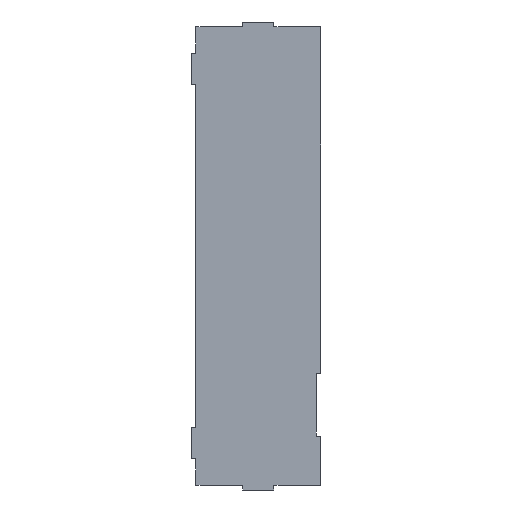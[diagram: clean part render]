
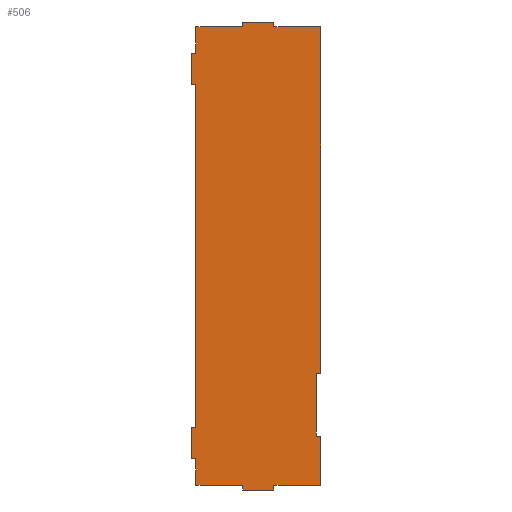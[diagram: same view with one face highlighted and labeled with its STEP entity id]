
A CAD part, front view. The second image highlights one B-rep face of the part: STEP entity #506.
In plain terms, the highlighted planar face has unit normal (0, -1, 0).
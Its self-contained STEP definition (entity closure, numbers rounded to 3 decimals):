
#20=FACE_OUTER_BOUND('',#46,.T.);
#46=EDGE_LOOP('',(#351,#352,#353,#354,#355,#356,#357,#358,#359,#360,#361,
#362,#363,#364,#365,#366,#367,#368,#369,#370,#371,#372,#373,#374));
#67=LINE('',#703,#139);
#71=LINE('',#712,#143);
#75=LINE('',#719,#147);
#79=LINE('',#726,#151);
#80=LINE('',#729,#152);
#83=LINE('',#735,#155);
#84=LINE('',#737,#156);
#85=LINE('',#739,#157);
#86=LINE('',#741,#158);
#87=LINE('',#743,#159);
#88=LINE('',#745,#160);
#89=LINE('',#747,#161);
#90=LINE('',#749,#162);
#91=LINE('',#751,#163);
#92=LINE('',#753,#164);
#93=LINE('',#755,#165);
#94=LINE('',#757,#166);
#95=LINE('',#759,#167);
#96=LINE('',#761,#168);
#97=LINE('',#763,#169);
#98=LINE('',#765,#170);
#99=LINE('',#767,#171);
#100=LINE('',#769,#172);
#101=LINE('',#770,#173);
#139=VECTOR('',#577,10.);
#143=VECTOR('',#583,10.);
#147=VECTOR('',#589,10.);
#151=VECTOR('',#595,10.);
#152=VECTOR('',#598,10.);
#155=VECTOR('',#603,10.);
#156=VECTOR('',#604,10.);
#157=VECTOR('',#605,10.);
#158=VECTOR('',#606,10.);
#159=VECTOR('',#607,10.);
#160=VECTOR('',#608,10.);
#161=VECTOR('',#609,10.);
#162=VECTOR('',#610,10.);
#163=VECTOR('',#611,10.);
#164=VECTOR('',#612,10.);
#165=VECTOR('',#613,10.);
#166=VECTOR('',#614,10.);
#167=VECTOR('',#615,10.);
#168=VECTOR('',#616,10.);
#169=VECTOR('',#617,10.);
#170=VECTOR('',#618,10.);
#171=VECTOR('',#619,10.);
#172=VECTOR('',#620,10.);
#173=VECTOR('',#621,10.);
#211=VERTEX_POINT('',#701);
#212=VERTEX_POINT('',#702);
#215=VERTEX_POINT('',#710);
#216=VERTEX_POINT('',#711);
#220=VERTEX_POINT('',#724);
#221=VERTEX_POINT('',#728);
#223=VERTEX_POINT('',#734);
#224=VERTEX_POINT('',#736);
#225=VERTEX_POINT('',#738);
#226=VERTEX_POINT('',#740);
#227=VERTEX_POINT('',#742);
#228=VERTEX_POINT('',#744);
#229=VERTEX_POINT('',#746);
#230=VERTEX_POINT('',#748);
#231=VERTEX_POINT('',#750);
#232=VERTEX_POINT('',#752);
#233=VERTEX_POINT('',#754);
#234=VERTEX_POINT('',#756);
#235=VERTEX_POINT('',#758);
#236=VERTEX_POINT('',#760);
#237=VERTEX_POINT('',#762);
#238=VERTEX_POINT('',#764);
#239=VERTEX_POINT('',#766);
#240=VERTEX_POINT('',#768);
#259=EDGE_CURVE('',#211,#212,#67,.T.);
#263=EDGE_CURVE('',#215,#216,#71,.T.);
#267=EDGE_CURVE('',#216,#211,#75,.T.);
#271=EDGE_CURVE('',#220,#212,#79,.T.);
#272=EDGE_CURVE('',#215,#221,#80,.T.);
#275=EDGE_CURVE('',#223,#220,#83,.T.);
#276=EDGE_CURVE('',#224,#223,#84,.T.);
#277=EDGE_CURVE('',#225,#224,#85,.T.);
#278=EDGE_CURVE('',#226,#225,#86,.T.);
#279=EDGE_CURVE('',#227,#226,#87,.T.);
#280=EDGE_CURVE('',#228,#227,#88,.T.);
#281=EDGE_CURVE('',#229,#228,#89,.T.);
#282=EDGE_CURVE('',#230,#229,#90,.T.);
#283=EDGE_CURVE('',#231,#230,#91,.T.);
#284=EDGE_CURVE('',#232,#231,#92,.T.);
#285=EDGE_CURVE('',#233,#232,#93,.T.);
#286=EDGE_CURVE('',#234,#233,#94,.T.);
#287=EDGE_CURVE('',#235,#234,#95,.T.);
#288=EDGE_CURVE('',#236,#235,#96,.T.);
#289=EDGE_CURVE('',#237,#236,#97,.T.);
#290=EDGE_CURVE('',#238,#237,#98,.T.);
#291=EDGE_CURVE('',#239,#238,#99,.T.);
#292=EDGE_CURVE('',#240,#239,#100,.T.);
#293=EDGE_CURVE('',#221,#240,#101,.T.);
#351=ORIENTED_EDGE('',*,*,#263,.T.);
#352=ORIENTED_EDGE('',*,*,#267,.T.);
#353=ORIENTED_EDGE('',*,*,#259,.T.);
#354=ORIENTED_EDGE('',*,*,#271,.F.);
#355=ORIENTED_EDGE('',*,*,#275,.F.);
#356=ORIENTED_EDGE('',*,*,#276,.F.);
#357=ORIENTED_EDGE('',*,*,#277,.F.);
#358=ORIENTED_EDGE('',*,*,#278,.F.);
#359=ORIENTED_EDGE('',*,*,#279,.F.);
#360=ORIENTED_EDGE('',*,*,#280,.F.);
#361=ORIENTED_EDGE('',*,*,#281,.F.);
#362=ORIENTED_EDGE('',*,*,#282,.F.);
#363=ORIENTED_EDGE('',*,*,#283,.F.);
#364=ORIENTED_EDGE('',*,*,#284,.F.);
#365=ORIENTED_EDGE('',*,*,#285,.F.);
#366=ORIENTED_EDGE('',*,*,#286,.F.);
#367=ORIENTED_EDGE('',*,*,#287,.F.);
#368=ORIENTED_EDGE('',*,*,#288,.F.);
#369=ORIENTED_EDGE('',*,*,#289,.F.);
#370=ORIENTED_EDGE('',*,*,#290,.F.);
#371=ORIENTED_EDGE('',*,*,#291,.F.);
#372=ORIENTED_EDGE('',*,*,#292,.F.);
#373=ORIENTED_EDGE('',*,*,#293,.F.);
#374=ORIENTED_EDGE('',*,*,#272,.F.);
#480=PLANE('',#552);
#506=ADVANCED_FACE('',(#20),#480,.F.);
#552=AXIS2_PLACEMENT_3D('',#733,#601,#602);
#577=DIRECTION('',(1.,0.,0.));
#583=DIRECTION('',(-1.,0.,0.));
#589=DIRECTION('',(0.,0.,1.));
#595=DIRECTION('',(0.,0.,-1.));
#598=DIRECTION('',(0.,0.,-1.));
#601=DIRECTION('center_axis',(0.,1.,0.));
#602=DIRECTION('ref_axis',(0.,0.,1.));
#603=DIRECTION('',(1.,0.,0.));
#604=DIRECTION('',(0.,0.,-1.));
#605=DIRECTION('',(1.,0.,0.));
#606=DIRECTION('',(0.,0.,1.));
#607=DIRECTION('',(1.,0.,0.));
#608=DIRECTION('',(0.,0.,1.));
#609=DIRECTION('',(1.,0.,0.));
#610=DIRECTION('',(0.,0.,1.));
#611=DIRECTION('',(-1.,0.,0.));
#612=DIRECTION('',(0.,0.,1.));
#613=DIRECTION('',(1.,0.,0.));
#614=DIRECTION('',(0.,0.,1.));
#615=DIRECTION('',(-1.,0.,0.));
#616=DIRECTION('',(0.,0.,1.));
#617=DIRECTION('',(-1.,0.,0.));
#618=DIRECTION('',(0.,0.,1.));
#619=DIRECTION('',(-1.,0.,0.));
#620=DIRECTION('',(0.,0.,-1.));
#621=DIRECTION('',(-1.,0.,0.));
#701=CARTESIAN_POINT('',(37.,0.,-75.4));
#702=CARTESIAN_POINT('',(40.,0.,-75.4));
#703=CARTESIAN_POINT('',(19.25,0.,-75.4));
#710=CARTESIAN_POINT('',(40.,0.,-115.4));
#711=CARTESIAN_POINT('',(37.,0.,-115.4));
#712=CARTESIAN_POINT('',(17.75,0.,-115.4));
#719=CARTESIAN_POINT('',(37.,0.,-37.7));
#724=CARTESIAN_POINT('',(40.,0.,147.));
#726=CARTESIAN_POINT('',(40.,0.,150.));
#728=CARTESIAN_POINT('',(40.,0.,-147.));
#729=CARTESIAN_POINT('',(40.,0.,150.));
#733=CARTESIAN_POINT('Origin',(-1.5,0.,0.));
#734=CARTESIAN_POINT('',(10.,0.,147.));
#735=CARTESIAN_POINT('',(0.,0.,147.));
#736=CARTESIAN_POINT('',(10.,0.,150.));
#737=CARTESIAN_POINT('',(10.,0.,150.));
#738=CARTESIAN_POINT('',(-10.,0.,150.));
#739=CARTESIAN_POINT('',(-40.,0.,150.));
#740=CARTESIAN_POINT('',(-10.,0.,147.));
#741=CARTESIAN_POINT('',(-10.,0.,147.));
#742=CARTESIAN_POINT('',(-40.,0.,147.));
#743=CARTESIAN_POINT('',(-40.,0.,147.));
#744=CARTESIAN_POINT('',(-40.,0.,130.));
#745=CARTESIAN_POINT('',(-40.,0.,-150.));
#746=CARTESIAN_POINT('',(-43.,0.,130.));
#747=CARTESIAN_POINT('',(-43.,0.,130.));
#748=CARTESIAN_POINT('',(-43.,0.,110.));
#749=CARTESIAN_POINT('',(-43.,0.,110.));
#750=CARTESIAN_POINT('',(-40.,0.,110.));
#751=CARTESIAN_POINT('',(-40.,0.,110.));
#752=CARTESIAN_POINT('',(-40.,0.,-110.));
#753=CARTESIAN_POINT('',(-40.,0.,-150.));
#754=CARTESIAN_POINT('',(-43.,0.,-110.));
#755=CARTESIAN_POINT('',(-43.,0.,-110.));
#756=CARTESIAN_POINT('',(-43.,0.,-130.));
#757=CARTESIAN_POINT('',(-43.,0.,-130.));
#758=CARTESIAN_POINT('',(-40.,0.,-130.));
#759=CARTESIAN_POINT('',(-40.,0.,-130.));
#760=CARTESIAN_POINT('',(-40.,0.,-147.));
#761=CARTESIAN_POINT('',(-40.,0.,-150.));
#762=CARTESIAN_POINT('',(-10.,0.,-147.));
#763=CARTESIAN_POINT('',(0.,0.,-147.));
#764=CARTESIAN_POINT('',(-10.,0.,-150.));
#765=CARTESIAN_POINT('',(-10.,0.,-150.));
#766=CARTESIAN_POINT('',(10.,0.,-150.));
#767=CARTESIAN_POINT('',(40.,0.,-150.));
#768=CARTESIAN_POINT('',(10.,0.,-147.));
#769=CARTESIAN_POINT('',(10.,0.,-147.));
#770=CARTESIAN_POINT('',(40.,0.,-147.));
